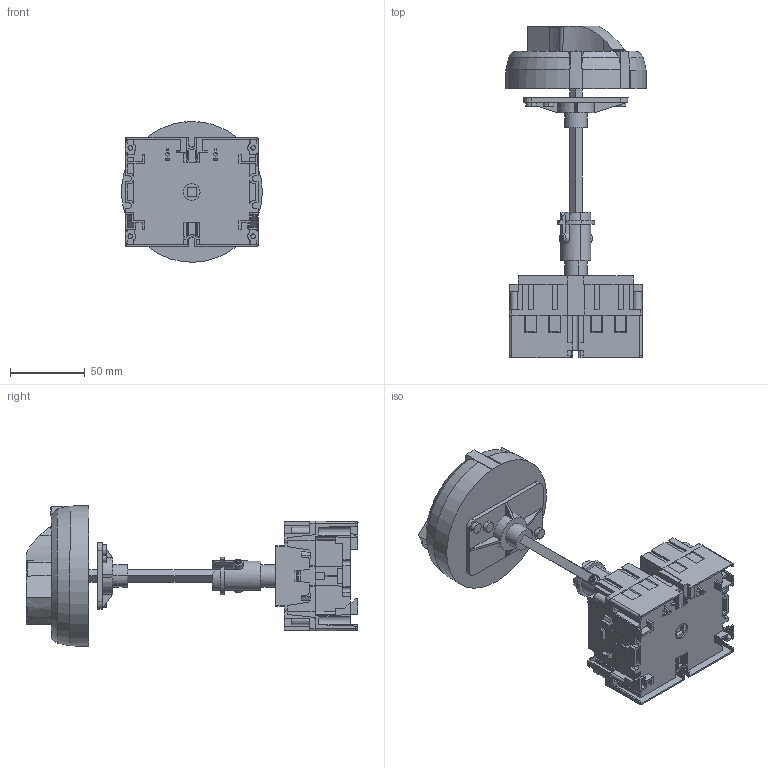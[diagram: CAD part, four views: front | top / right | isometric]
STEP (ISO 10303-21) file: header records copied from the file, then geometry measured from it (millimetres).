
FILE_DESCRIPTION((''),'2;1');
FILE_NAME('GW70007_SW0001','2021-04-12T15:13:37',('User'),('Axiro Italia'),'CREO PARAMETRIC BY PTC INC, 2020354','CREO PARAMETRIC BY PTC INC, 2020354','');
FILE_SCHEMA(('CONFIG_CONTROL_DESIGN'));
Length unit declared in the file: millimetre
Products named in the file (1): GW70007_SW0001
Bounding box: 93.9 x 221.5 x 93.75 mm (x, y, z)
Volume: 467493.5 mm3; surface area: 78811.7 mm2
Topology: 2 solids, 2 shells, 950 faces, 2628 edges, 1728 vertices
Faces by surface type: plane 758, cone 97, cylinder 90, bspline 3, extrusion 2
Entity records: 30831 total; most frequent: CARTESIAN_POINT 6677, ORIENTED_EDGE 5256, DIRECTION 4617, EDGE_CURVE 2628, VECTOR 2079, LINE 2077, VERTEX_POINT 1728, AXIS2_PLACEMENT_3D 1269
